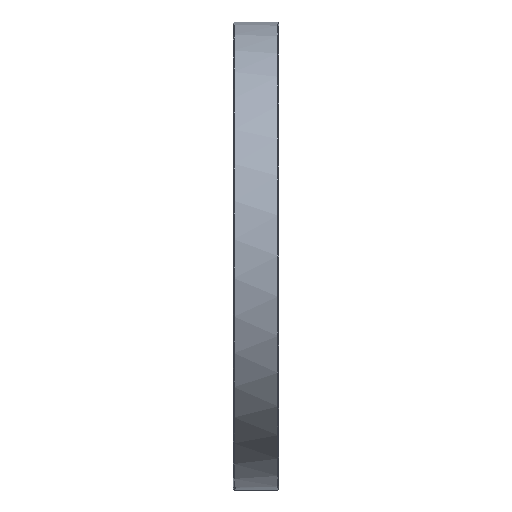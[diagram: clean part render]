
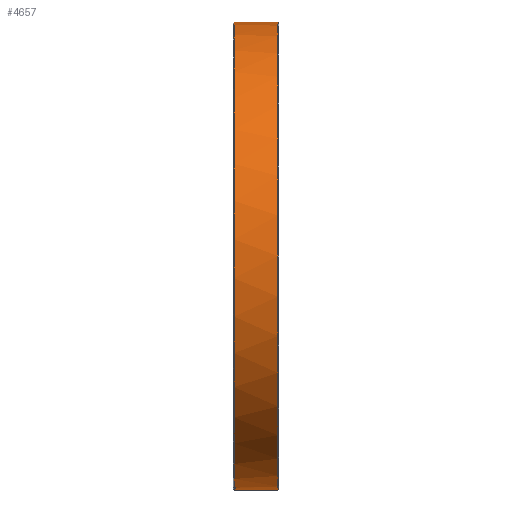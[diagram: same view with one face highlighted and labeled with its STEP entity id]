
A CAD part, left-side view. The second image highlights one B-rep face of the part: STEP entity #4657.
In plain terms, the highlighted cylindrical face has radius 126.6 mm (diameter 253.2 mm), a partial arc.
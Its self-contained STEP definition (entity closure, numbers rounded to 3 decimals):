
#95 = DIRECTION ( 'NONE',  ( 0., -1., 0. ) ) ;
#198 = EDGE_CURVE ( 'NONE', #5211, #3998, #6620, .T. ) ;
#329 = LINE ( 'NONE', #1413, #6818 ) ;
#415 = VECTOR ( 'NONE', #4822, 1000. ) ;
#445 = EDGE_CURVE ( 'NONE', #3998, #7315, #988, .T. ) ;
#643 = ORIENTED_EDGE ( 'NONE', *, *, #6741, .T. ) ;
#667 = VERTEX_POINT ( 'NONE', #6205 ) ;
#684 = CARTESIAN_POINT ( 'NONE',  ( 0., -15.022, 126.6 ) ) ;
#685 = VERTEX_POINT ( 'NONE', #5530 ) ;
#711 = ORIENTED_EDGE ( 'NONE', *, *, #1729, .T. ) ;
#816 = ORIENTED_EDGE ( 'NONE', *, *, #2815, .T. ) ;
#869 = DIRECTION ( 'NONE',  ( 0., -1., 0. ) ) ;
#985 = DIRECTION ( 'NONE',  ( 0., 1., 0. ) ) ;
#988 = CIRCLE ( 'NONE', #6003, 126.6 ) ;
#1098 = CYLINDRICAL_SURFACE ( 'NONE', #3917, 126.6 ) ;
#1144 = EDGE_LOOP ( 'NONE', ( #7331, #711, #643, #2762, #6965, #3530, #2946, #816 ) ) ;
#1271 = AXIS2_PLACEMENT_3D ( 'NONE', #1904, #6051, #2500 ) ;
#1290 = EDGE_CURVE ( 'NONE', #5211, #3351, #2897, .T. ) ;
#1381 = DIRECTION ( 'NONE',  ( 0., 1., 0. ) ) ;
#1413 = CARTESIAN_POINT ( 'NONE',  ( -18.011, -15.022, -125.312 ) ) ;
#1437 = CIRCLE ( 'NONE', #1271, 126.6 ) ;
#1440 = DIRECTION ( 'NONE',  ( 0., 0., -1. ) ) ;
#1491 = CARTESIAN_POINT ( 'NONE',  ( -18.011, 24.2, -125.312 ) ) ;
#1573 = LINE ( 'NONE', #5277, #3144 ) ;
#1729 = EDGE_CURVE ( 'NONE', #3718, #5202, #2645, .T. ) ;
#1904 = CARTESIAN_POINT ( 'NONE',  ( 0., 0.4, 0. ) ) ;
#2243 = DIRECTION ( 'NONE',  ( 0., 0., -1. ) ) ;
#2500 = DIRECTION ( 'NONE',  ( 0., 0., 1. ) ) ;
#2590 = DIRECTION ( 'NONE',  ( 0., -1., 0. ) ) ;
#2604 = DIRECTION ( 'NONE',  ( 0., 0., -1. ) ) ;
#2627 = AXIS2_PLACEMENT_3D ( 'NONE', #5130, #985, #4537 ) ;
#2645 = CIRCLE ( 'NONE', #5533, 126.6 ) ;
#2745 = EDGE_CURVE ( 'NONE', #3718, #667, #5157, .T. ) ;
#2762 = ORIENTED_EDGE ( 'NONE', *, *, #1290, .F. ) ;
#2815 = EDGE_CURVE ( 'NONE', #685, #667, #1437, .T. ) ;
#2830 = FACE_OUTER_BOUND ( 'NONE', #1144, .T. ) ;
#2897 = CIRCLE ( 'NONE', #2627, 126.6 ) ;
#2946 = ORIENTED_EDGE ( 'NONE', *, *, #5015, .T. ) ;
#3144 = VECTOR ( 'NONE', #95, 1000. ) ;
#3152 = CARTESIAN_POINT ( 'NONE',  ( 0., 24.2, 0. ) ) ;
#3235 = CARTESIAN_POINT ( 'NONE',  ( 0., 24.2, -126.6 ) ) ;
#3351 = VERTEX_POINT ( 'NONE', #3723 ) ;
#3530 = ORIENTED_EDGE ( 'NONE', *, *, #445, .T. ) ;
#3718 = VERTEX_POINT ( 'NONE', #4734 ) ;
#3723 = CARTESIAN_POINT ( 'NONE',  ( -18.011, 23.3, -125.312 ) ) ;
#3917 = AXIS2_PLACEMENT_3D ( 'NONE', #5589, #869, #1440 ) ;
#3998 = VERTEX_POINT ( 'NONE', #5031 ) ;
#4537 = DIRECTION ( 'NONE',  ( 0., 0., 1. ) ) ;
#4657 = ADVANCED_FACE ( 'NONE', ( #2830 ), #1098, .T. ) ;
#4734 = CARTESIAN_POINT ( 'NONE',  ( 0., 24.2, 126.6 ) ) ;
#4822 = DIRECTION ( 'NONE',  ( 0., -1., 0. ) ) ;
#5015 = EDGE_CURVE ( 'NONE', #7315, #685, #1573, .T. ) ;
#5031 = CARTESIAN_POINT ( 'NONE',  ( -15.036, 24.2, -125.704 ) ) ;
#5060 = VECTOR ( 'NONE', #1381, 1000. ) ;
#5130 = CARTESIAN_POINT ( 'NONE',  ( 0., 23.3, 0. ) ) ;
#5157 = LINE ( 'NONE', #684, #415 ) ;
#5202 = VERTEX_POINT ( 'NONE', #1491 ) ;
#5211 = VERTEX_POINT ( 'NONE', #6819 ) ;
#5274 = DIRECTION ( 'NONE',  ( 0., -1., 0. ) ) ;
#5277 = CARTESIAN_POINT ( 'NONE',  ( 0., -15.022, -126.6 ) ) ;
#5530 = CARTESIAN_POINT ( 'NONE',  ( 0., 0.4, -126.6 ) ) ;
#5533 = AXIS2_PLACEMENT_3D ( 'NONE', #3152, #5274, #2604 ) ;
#5589 = CARTESIAN_POINT ( 'NONE',  ( 0., -15.022, 0. ) ) ;
#6003 = AXIS2_PLACEMENT_3D ( 'NONE', #6837, #6378, #2243 ) ;
#6051 = DIRECTION ( 'NONE',  ( 0., 1., 0. ) ) ;
#6112 = CARTESIAN_POINT ( 'NONE',  ( -15.036, -15.022, -125.704 ) ) ;
#6205 = CARTESIAN_POINT ( 'NONE',  ( 0., 0.4, 126.6 ) ) ;
#6378 = DIRECTION ( 'NONE',  ( 0., -1., 0. ) ) ;
#6620 = LINE ( 'NONE', #6112, #5060 ) ;
#6741 = EDGE_CURVE ( 'NONE', #5202, #3351, #329, .T. ) ;
#6818 = VECTOR ( 'NONE', #2590, 1000. ) ;
#6819 = CARTESIAN_POINT ( 'NONE',  ( -15.036, 23.3, -125.704 ) ) ;
#6837 = CARTESIAN_POINT ( 'NONE',  ( 0., 24.2, 0. ) ) ;
#6965 = ORIENTED_EDGE ( 'NONE', *, *, #198, .T. ) ;
#7315 = VERTEX_POINT ( 'NONE', #3235 ) ;
#7331 = ORIENTED_EDGE ( 'NONE', *, *, #2745, .F. ) ;
